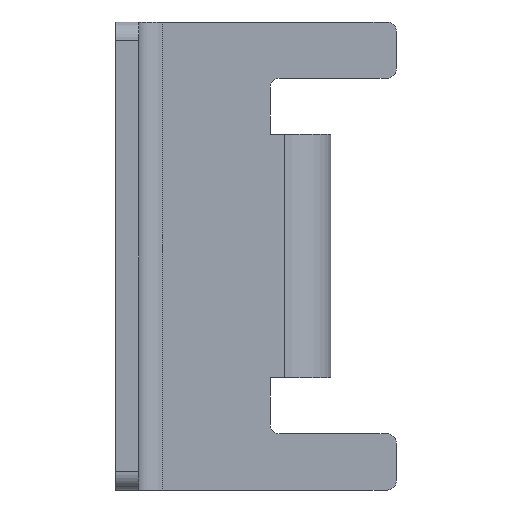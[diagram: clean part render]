
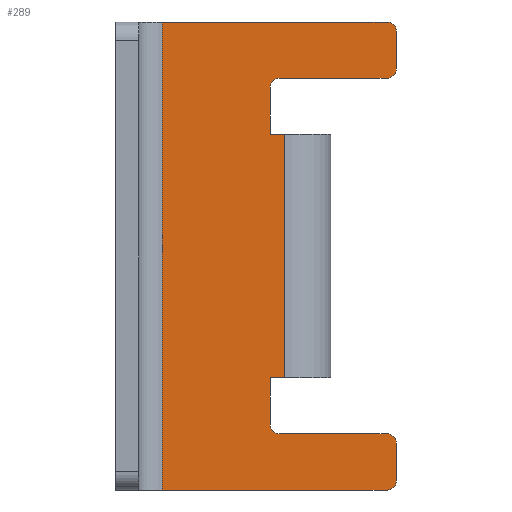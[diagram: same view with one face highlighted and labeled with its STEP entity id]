
A CAD part, left-side view. The second image highlights one B-rep face of the part: STEP entity #289.
In plain terms, the highlighted planar face has unit normal (-1, 0, 0).
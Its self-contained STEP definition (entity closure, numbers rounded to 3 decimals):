
#21 = CARTESIAN_POINT ( 'NONE',  ( 10.5, -30., -24. ) ) ;
#24 = VERTEX_POINT ( 'NONE', #1441 ) ;
#33 = CARTESIAN_POINT ( 'NONE',  ( 10.5, -30., 0. ) ) ;
#60 = CARTESIAN_POINT ( 'NONE',  ( 10.5, -5., 25. ) ) ;
#67 = DIRECTION ( 'NONE',  ( 0., 0., 1. ) ) ;
#97 = AXIS2_PLACEMENT_3D ( 'NONE', #351, #1103, #1855 ) ;
#112 = DIRECTION ( 'NONE',  ( 0., 1., 0. ) ) ;
#125 = CARTESIAN_POINT ( 'NONE',  ( 10.5, 0., 13. ) ) ;
#129 = VERTEX_POINT ( 'NONE', #1599 ) ;
#131 = EDGE_CURVE ( 'NONE', #1130, #151, #875, .T. ) ;
#144 = EDGE_CURVE ( 'NONE', #990, #637, #715, .T. ) ;
#146 = CARTESIAN_POINT ( 'NONE',  ( 10.5, -16.5, 0. ) ) ;
#151 = VERTEX_POINT ( 'NONE', #1295 ) ;
#157 = CARTESIAN_POINT ( 'NONE',  ( 10.5, -29., -20. ) ) ;
#165 = DIRECTION ( 'NONE',  ( 0., 0., 1. ) ) ;
#180 = ORIENTED_EDGE ( 'NONE', *, *, #1104, .T. ) ;
#187 = CIRCLE ( 'NONE', #1598, 1. ) ;
#229 = EDGE_CURVE ( 'NONE', #537, #694, #795, .T. ) ;
#264 = DIRECTION ( 'NONE',  ( 0., 1., 0. ) ) ;
#289 = ADVANCED_FACE ( 'NONE', ( #1162 ), #868, .F. ) ;
#294 = CARTESIAN_POINT ( 'NONE',  ( 10.5, -18., 13. ) ) ;
#295 = ORIENTED_EDGE ( 'NONE', *, *, #1705, .T. ) ;
#296 = EDGE_CURVE ( 'NONE', #24, #305, #1058, .T. ) ;
#305 = VERTEX_POINT ( 'NONE', #1512 ) ;
#317 = DIRECTION ( 'NONE',  ( 0., 1., 0. ) ) ;
#322 = CIRCLE ( 'NONE', #1119, 1. ) ;
#339 = DIRECTION ( 'NONE',  ( 0., 1., 0. ) ) ;
#341 = EDGE_CURVE ( 'NONE', #953, #24, #187, .T. ) ;
#342 = VERTEX_POINT ( 'NONE', #568 ) ;
#351 = CARTESIAN_POINT ( 'NONE',  ( 10.5, -17.5, 18. ) ) ;
#372 = EDGE_CURVE ( 'NONE', #694, #702, #759, .T. ) ;
#375 = CARTESIAN_POINT ( 'NONE',  ( 10.5, 0., 19. ) ) ;
#426 = EDGE_CURVE ( 'NONE', #580, #953, #535, .T. ) ;
#442 = ORIENTED_EDGE ( 'NONE', *, *, #372, .T. ) ;
#444 = VECTOR ( 'NONE', #720, 1000. ) ;
#448 = EDGE_LOOP ( 'NONE', ( #814, #938, #442, #1580, #928, #1763, #180, #686, #1486, #1107, #1109, #1393, #1606, #1505, #787, #295, #1384, #779 ) ) ;
#465 = DIRECTION ( 'NONE',  ( -1., 0., 0. ) ) ;
#502 = CARTESIAN_POINT ( 'NONE',  ( 10.5, -29., 19. ) ) ;
#512 = VECTOR ( 'NONE', #894, 1000. ) ;
#529 = VECTOR ( 'NONE', #974, 1000. ) ;
#530 = DIRECTION ( 'NONE',  ( 0., 0., 1. ) ) ;
#535 = LINE ( 'NONE', #375, #529 ) ;
#537 = VERTEX_POINT ( 'NONE', #1687 ) ;
#562 = LINE ( 'NONE', #999, #1129 ) ;
#563 = CARTESIAN_POINT ( 'NONE',  ( 10.5, -18., -13. ) ) ;
#566 = CARTESIAN_POINT ( 'NONE',  ( 10.5, -29., -19. ) ) ;
#568 = CARTESIAN_POINT ( 'NONE',  ( 10.5, -16.5, -13. ) ) ;
#573 = DIRECTION ( 'NONE',  ( 0., 1., 0. ) ) ;
#580 = VERTEX_POINT ( 'NONE', #1150 ) ;
#591 = CARTESIAN_POINT ( 'NONE',  ( 10.5, -16.5, 13. ) ) ;
#593 = EDGE_CURVE ( 'NONE', #1837, #1036, #836, .T. ) ;
#599 = LINE ( 'NONE', #146, #1671 ) ;
#637 = VERTEX_POINT ( 'NONE', #294 ) ;
#643 = AXIS2_PLACEMENT_3D ( 'NONE', #664, #1379, #1520 ) ;
#659 = LINE ( 'NONE', #1663, #991 ) ;
#664 = CARTESIAN_POINT ( 'NONE',  ( 10.5, -29., 24. ) ) ;
#686 = ORIENTED_EDGE ( 'NONE', *, *, #1365, .T. ) ;
#688 = CARTESIAN_POINT ( 'NONE',  ( 10.5, -5., -25. ) ) ;
#694 = VERTEX_POINT ( 'NONE', #21 ) ;
#702 = VERTEX_POINT ( 'NONE', #905 ) ;
#715 = LINE ( 'NONE', #1879, #1726 ) ;
#716 = DIRECTION ( 'NONE',  ( 0., 1., 0. ) ) ;
#720 = DIRECTION ( 'NONE',  ( 0., 0., 1. ) ) ;
#721 = EDGE_CURVE ( 'NONE', #1036, #1664, #856, .T. ) ;
#759 = LINE ( 'NONE', #33, #1013 ) ;
#776 = CARTESIAN_POINT ( 'NONE',  ( 10.5, -30., 0. ) ) ;
#779 = ORIENTED_EDGE ( 'NONE', *, *, #1002, .F. ) ;
#786 = CIRCLE ( 'NONE', #643, 1. ) ;
#787 = ORIENTED_EDGE ( 'NONE', *, *, #296, .T. ) ;
#788 = CARTESIAN_POINT ( 'NONE',  ( 10.5, -16.5, -18. ) ) ;
#795 = CIRCLE ( 'NONE', #1568, 1. ) ;
#814 = ORIENTED_EDGE ( 'NONE', *, *, #1201, .T. ) ;
#819 = VERTEX_POINT ( 'NONE', #60 ) ;
#826 = EDGE_CURVE ( 'NONE', #151, #580, #1233, .T. ) ;
#836 = LINE ( 'NONE', #1299, #1134 ) ;
#841 = CARTESIAN_POINT ( 'NONE',  ( 10.5, -29., -24. ) ) ;
#856 = CIRCLE ( 'NONE', #1408, 1. ) ;
#868 = PLANE ( 'NONE',  #1105 ) ;
#875 = LINE ( 'NONE', #1367, #1881 ) ;
#894 = DIRECTION ( 'NONE',  ( 0., -1., 0. ) ) ;
#905 = CARTESIAN_POINT ( 'NONE',  ( 10.5, -30., -20. ) ) ;
#928 = ORIENTED_EDGE ( 'NONE', *, *, #593, .T. ) ;
#938 = ORIENTED_EDGE ( 'NONE', *, *, #229, .T. ) ;
#953 = VERTEX_POINT ( 'NONE', #502 ) ;
#974 = DIRECTION ( 'NONE',  ( 0., -1., 0. ) ) ;
#979 = DIRECTION ( 'NONE',  ( -1., 0., 0. ) ) ;
#990 = VERTEX_POINT ( 'NONE', #563 ) ;
#991 = VECTOR ( 'NONE', #1242, 1000. ) ;
#999 = CARTESIAN_POINT ( 'NONE',  ( 10.5, 0., 25. ) ) ;
#1001 = CARTESIAN_POINT ( 'NONE',  ( 10.5, -17.5, -19. ) ) ;
#1002 = EDGE_CURVE ( 'NONE', #129, #819, #1888, .T. ) ;
#1013 = VECTOR ( 'NONE', #1205, 1000. ) ;
#1036 = VERTEX_POINT ( 'NONE', #1001 ) ;
#1056 = CARTESIAN_POINT ( 'NONE',  ( 10.5, -17.5, -18. ) ) ;
#1058 = LINE ( 'NONE', #776, #444 ) ;
#1101 = VERTEX_POINT ( 'NONE', #1642 ) ;
#1103 = DIRECTION ( 'NONE',  ( 1., 0., 0. ) ) ;
#1104 = EDGE_CURVE ( 'NONE', #1664, #342, #599, .T. ) ;
#1105 = AXIS2_PLACEMENT_3D ( 'NONE', #1637, #1454, #339 ) ;
#1107 = ORIENTED_EDGE ( 'NONE', *, *, #1556, .T. ) ;
#1109 = ORIENTED_EDGE ( 'NONE', *, *, #131, .T. ) ;
#1119 = AXIS2_PLACEMENT_3D ( 'NONE', #157, #465, #317 ) ;
#1129 = VECTOR ( 'NONE', #716, 1000. ) ;
#1130 = VERTEX_POINT ( 'NONE', #591 ) ;
#1134 = VECTOR ( 'NONE', #573, 1000. ) ;
#1150 = CARTESIAN_POINT ( 'NONE',  ( 10.5, -17.5, 19. ) ) ;
#1157 = EDGE_CURVE ( 'NONE', #702, #1837, #322, .T. ) ;
#1162 = FACE_OUTER_BOUND ( 'NONE', #448, .T. ) ;
#1186 = LINE ( 'NONE', #1613, #512 ) ;
#1197 = DIRECTION ( 'NONE',  ( -1., 0., 0. ) ) ;
#1201 = EDGE_CURVE ( 'NONE', #129, #537, #1186, .T. ) ;
#1203 = VECTOR ( 'NONE', #1745, 1000. ) ;
#1205 = DIRECTION ( 'NONE',  ( 0., 0., 1. ) ) ;
#1233 = CIRCLE ( 'NONE', #97, 1. ) ;
#1242 = DIRECTION ( 'NONE',  ( 0., -1., 0. ) ) ;
#1295 = CARTESIAN_POINT ( 'NONE',  ( 10.5, -16.5, 18. ) ) ;
#1299 = CARTESIAN_POINT ( 'NONE',  ( 10.5, 0., -19. ) ) ;
#1310 = CARTESIAN_POINT ( 'NONE',  ( 10.5, -29., 20. ) ) ;
#1365 = EDGE_CURVE ( 'NONE', #342, #990, #659, .T. ) ;
#1367 = CARTESIAN_POINT ( 'NONE',  ( 10.5, -16.5, 0. ) ) ;
#1379 = DIRECTION ( 'NONE',  ( -1., 0., 0. ) ) ;
#1384 = ORIENTED_EDGE ( 'NONE', *, *, #1451, .T. ) ;
#1393 = ORIENTED_EDGE ( 'NONE', *, *, #826, .T. ) ;
#1408 = AXIS2_PLACEMENT_3D ( 'NONE', #1056, #1644, #1795 ) ;
#1441 = CARTESIAN_POINT ( 'NONE',  ( 10.5, -30., 20. ) ) ;
#1451 = EDGE_CURVE ( 'NONE', #1101, #819, #562, .T. ) ;
#1454 = DIRECTION ( 'NONE',  ( 1., 0., 0. ) ) ;
#1486 = ORIENTED_EDGE ( 'NONE', *, *, #144, .T. ) ;
#1500 = DIRECTION ( 'NONE',  ( 0., 1., 0. ) ) ;
#1505 = ORIENTED_EDGE ( 'NONE', *, *, #341, .T. ) ;
#1512 = CARTESIAN_POINT ( 'NONE',  ( 10.5, -30., 24. ) ) ;
#1520 = DIRECTION ( 'NONE',  ( 0., 1., 0. ) ) ;
#1556 = EDGE_CURVE ( 'NONE', #637, #1130, #1573, .T. ) ;
#1568 = AXIS2_PLACEMENT_3D ( 'NONE', #841, #979, #112 ) ;
#1573 = LINE ( 'NONE', #125, #1873 ) ;
#1580 = ORIENTED_EDGE ( 'NONE', *, *, #1157, .T. ) ;
#1598 = AXIS2_PLACEMENT_3D ( 'NONE', #1310, #1197, #1500 ) ;
#1599 = CARTESIAN_POINT ( 'NONE',  ( 10.5, -5., -25. ) ) ;
#1606 = ORIENTED_EDGE ( 'NONE', *, *, #426, .T. ) ;
#1613 = CARTESIAN_POINT ( 'NONE',  ( 10.5, 0., -25. ) ) ;
#1637 = CARTESIAN_POINT ( 'NONE',  ( 10.5, 0., 0. ) ) ;
#1642 = CARTESIAN_POINT ( 'NONE',  ( 10.5, -29., 25. ) ) ;
#1644 = DIRECTION ( 'NONE',  ( 1., 0., 0. ) ) ;
#1663 = CARTESIAN_POINT ( 'NONE',  ( 10.5, 0., -13. ) ) ;
#1664 = VERTEX_POINT ( 'NONE', #788 ) ;
#1671 = VECTOR ( 'NONE', #165, 1000. ) ;
#1687 = CARTESIAN_POINT ( 'NONE',  ( 10.5, -29., -25. ) ) ;
#1705 = EDGE_CURVE ( 'NONE', #305, #1101, #786, .T. ) ;
#1726 = VECTOR ( 'NONE', #530, 1000. ) ;
#1745 = DIRECTION ( 'NONE',  ( 0., 0., 1. ) ) ;
#1763 = ORIENTED_EDGE ( 'NONE', *, *, #721, .T. ) ;
#1795 = DIRECTION ( 'NONE',  ( 0., 1., 0. ) ) ;
#1837 = VERTEX_POINT ( 'NONE', #566 ) ;
#1855 = DIRECTION ( 'NONE',  ( 0., 1., 0. ) ) ;
#1873 = VECTOR ( 'NONE', #264, 1000. ) ;
#1879 = CARTESIAN_POINT ( 'NONE',  ( 10.5, -18., -13. ) ) ;
#1881 = VECTOR ( 'NONE', #67, 1000. ) ;
#1888 = LINE ( 'NONE', #688, #1203 ) ;
